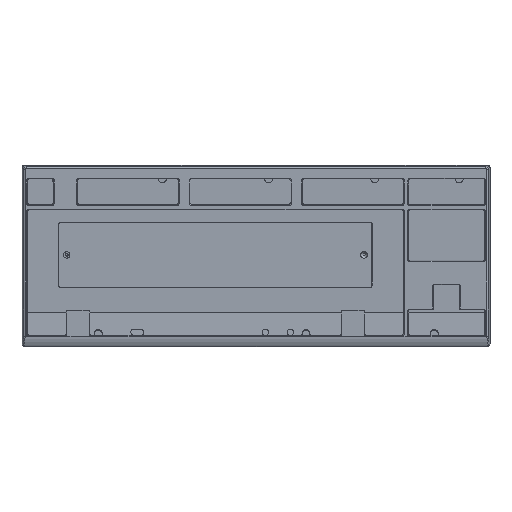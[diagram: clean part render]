
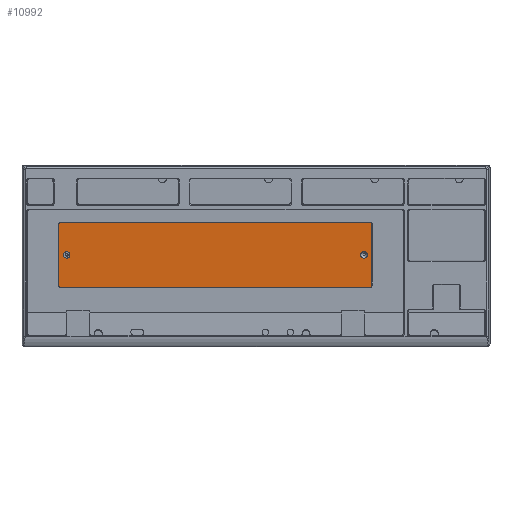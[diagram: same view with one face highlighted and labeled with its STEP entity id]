
A CAD part, top view. The second image highlights one B-rep face of the part: STEP entity #10992.
In plain terms, the highlighted planar face has unit normal (0, -0.079, 0.997).
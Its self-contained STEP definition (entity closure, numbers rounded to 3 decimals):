
#542=FACE_BOUND('',#1810,.T.);
#543=FACE_BOUND('',#1811,.T.);
#1153=FACE_OUTER_BOUND('',#1809,.T.);
#1809=EDGE_LOOP('',(#10138,#10139,#10140,#10141,#10142,#10143,#10144,#10145));
#1810=EDGE_LOOP('',(#10146));
#1811=EDGE_LOOP('',(#10147));
#2419=CIRCLE('',#12276,2.5);
#2422=CIRCLE('',#12281,2.5);
#2425=CIRCLE('',#12286,2.);
#2430=CIRCLE('',#12294,2.);
#2431=CIRCLE('',#12297,2.);
#2432=CIRCLE('',#12300,2.);
#3333=LINE('',#19694,#4245);
#3339=LINE('',#19714,#4251);
#3342=LINE('',#19722,#4254);
#3344=LINE('',#19728,#4256);
#4245=VECTOR('',#15724,10.);
#4251=VECTOR('',#15744,10.);
#4254=VECTOR('',#15753,10.);
#4256=VECTOR('',#15761,10.);
#5269=VERTEX_POINT('',#19661);
#5272=VERTEX_POINT('',#19671);
#5275=VERTEX_POINT('',#19681);
#5276=VERTEX_POINT('',#19682);
#5280=VERTEX_POINT('',#19692);
#5286=VERTEX_POINT('',#19708);
#5287=VERTEX_POINT('',#19712);
#5288=VERTEX_POINT('',#19716);
#5289=VERTEX_POINT('',#19720);
#5290=VERTEX_POINT('',#19724);
#6876=EDGE_CURVE('',#5269,#5269,#2419,.T.);
#6881=EDGE_CURVE('',#5272,#5272,#2422,.T.);
#6886=EDGE_CURVE('',#5275,#5276,#2425,.T.);
#6892=EDGE_CURVE('',#5275,#5280,#3333,.T.);
#6899=EDGE_CURVE('',#5286,#5280,#2430,.T.);
#6902=EDGE_CURVE('',#5286,#5287,#3339,.T.);
#6903=EDGE_CURVE('',#5288,#5287,#2431,.T.);
#6906=EDGE_CURVE('',#5288,#5289,#3342,.T.);
#6907=EDGE_CURVE('',#5290,#5289,#2432,.T.);
#6909=EDGE_CURVE('',#5290,#5276,#3344,.T.);
#10138=ORIENTED_EDGE('',*,*,#6886,.F.);
#10139=ORIENTED_EDGE('',*,*,#6892,.T.);
#10140=ORIENTED_EDGE('',*,*,#6899,.F.);
#10141=ORIENTED_EDGE('',*,*,#6902,.T.);
#10142=ORIENTED_EDGE('',*,*,#6903,.F.);
#10143=ORIENTED_EDGE('',*,*,#6906,.T.);
#10144=ORIENTED_EDGE('',*,*,#6907,.F.);
#10145=ORIENTED_EDGE('',*,*,#6909,.T.);
#10146=ORIENTED_EDGE('',*,*,#6876,.T.);
#10147=ORIENTED_EDGE('',*,*,#6881,.T.);
#10382=PLANE('',#12302);
#10992=ADVANCED_FACE('',(#1153,#542,#543),#10382,.T.);
#12276=AXIS2_PLACEMENT_3D('',#19662,#15690,#15691);
#12281=AXIS2_PLACEMENT_3D('',#19672,#15702,#15703);
#12286=AXIS2_PLACEMENT_3D('',#19683,#15714,#15715);
#12294=AXIS2_PLACEMENT_3D('',#19709,#15738,#15739);
#12297=AXIS2_PLACEMENT_3D('',#19717,#15747,#15748);
#12300=AXIS2_PLACEMENT_3D('',#19725,#15756,#15757);
#12302=AXIS2_PLACEMENT_3D('',#19729,#15762,#15763);
#15690=DIRECTION('center_axis',(0.,0.078,-0.997));
#15691=DIRECTION('ref_axis',(1.,0.,0.));
#15702=DIRECTION('center_axis',(0.,0.078,-0.997));
#15703=DIRECTION('ref_axis',(1.,0.,0.));
#15714=DIRECTION('center_axis',(0.,0.078,-0.997));
#15715=DIRECTION('ref_axis',(0.707,-0.705,-0.055));
#15724=DIRECTION('',(0.,0.997,0.078));
#15738=DIRECTION('center_axis',(0.,0.078,-0.997));
#15739=DIRECTION('ref_axis',(0.707,0.705,0.055));
#15744=DIRECTION('',(-1.,0.,0.));
#15747=DIRECTION('center_axis',(0.,0.078,-0.997));
#15748=DIRECTION('ref_axis',(-0.707,0.705,0.055));
#15753=DIRECTION('',(0.,-0.997,-0.078));
#15756=DIRECTION('center_axis',(0.,0.078,-0.997));
#15757=DIRECTION('ref_axis',(-0.707,-0.705,-0.055));
#15761=DIRECTION('',(1.,0.,0.));
#15762=DIRECTION('center_axis',(0.,-0.078,0.997));
#15763=DIRECTION('ref_axis',(1.,0.,0.));
#19661=CARTESIAN_POINT('',(-15.812,12.386,-4.521));
#19662=CARTESIAN_POINT('Origin',(-13.312,12.386,-4.521));
#19671=CARTESIAN_POINT('',(210.817,12.386,-4.521));
#19672=CARTESIAN_POINT('Origin',(213.317,12.386,-4.521));
#19681=CARTESIAN_POINT('',(219.317,-10.344,-6.31));
#19682=CARTESIAN_POINT('',(217.317,-12.337,-6.466));
#19683=CARTESIAN_POINT('Origin',(217.317,-10.344,-6.31));
#19692=CARTESIAN_POINT('',(219.317,35.116,-2.732));
#19694=CARTESIAN_POINT('',(219.317,-12.337,-6.466));
#19708=CARTESIAN_POINT('',(217.317,37.11,-2.575));
#19709=CARTESIAN_POINT('Origin',(217.317,35.116,-2.732));
#19712=CARTESIAN_POINT('',(-17.312,37.11,-2.575));
#19714=CARTESIAN_POINT('',(219.317,37.11,-2.575));
#19716=CARTESIAN_POINT('',(-19.312,35.116,-2.732));
#19717=CARTESIAN_POINT('Origin',(-17.312,35.116,-2.732));
#19720=CARTESIAN_POINT('',(-19.312,-10.344,-6.31));
#19722=CARTESIAN_POINT('',(-19.312,37.11,-2.575));
#19724=CARTESIAN_POINT('',(-17.312,-12.337,-6.466));
#19725=CARTESIAN_POINT('Origin',(-17.312,-10.344,-6.31));
#19728=CARTESIAN_POINT('',(-19.312,-12.337,-6.466));
#19729=CARTESIAN_POINT('Origin',(100.002,12.386,-4.521));
